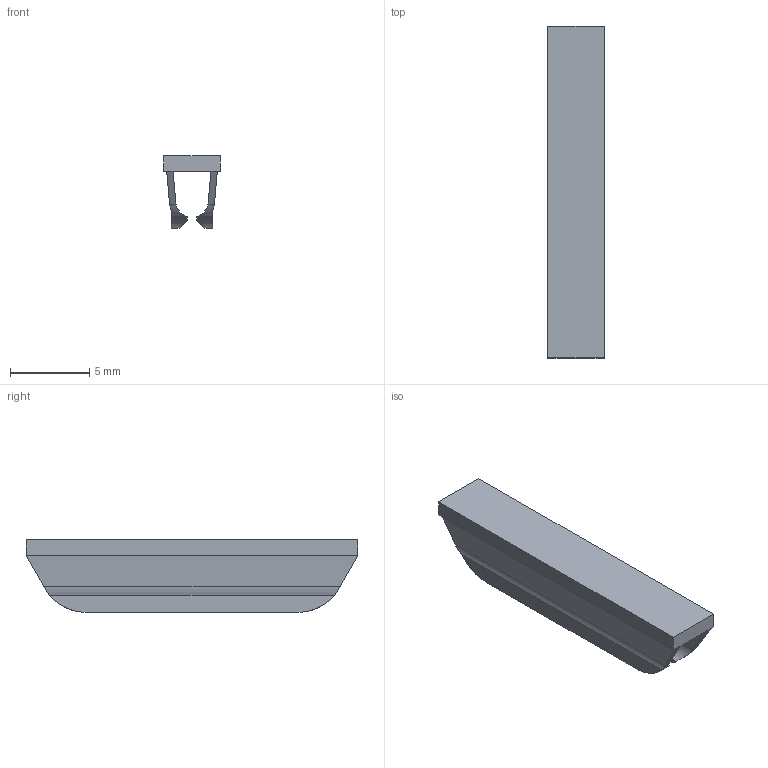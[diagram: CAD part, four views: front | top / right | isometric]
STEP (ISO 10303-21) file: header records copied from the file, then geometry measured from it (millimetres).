
FILE_DESCRIPTION(('CATIA V5R19 STEP'),'2;1');
FILE_NAME ('D1450970_0', '2015-02-16T09:33:34+00:00', ('Weidmueller Interface'), ('Weidmueller'), 'CATIA Version 5 Release 20 SP 5 (IN-10)', 'CATIA V5 STEP AP214', 'none');
FILE_SCHEMA(('AUTOMOTIVE_DESIGN { 1 0 10303 214 1 1 1 1 }'));
Length unit declared in the file: millimetre
Products named in the file (1): SFR 2/21
Bounding box: 3.6 x 21 x 4.6 mm (x, y, z)
Volume: 143.6 mm3; surface area: 497 mm2
Topology: 1 solids, 1 shells, 32 faces, 82 edges, 52 vertices
Faces by surface type: plane 24, cylinder 8
Entity records: 990 total; most frequent: CARTESIAN_POINT 244, ORIENTED_EDGE 164, DIRECTION 120, EDGE_CURVE 82, VECTOR 54, LINE 54, VERTEX_POINT 52, AXIS2_PLACEMENT_3D 38
